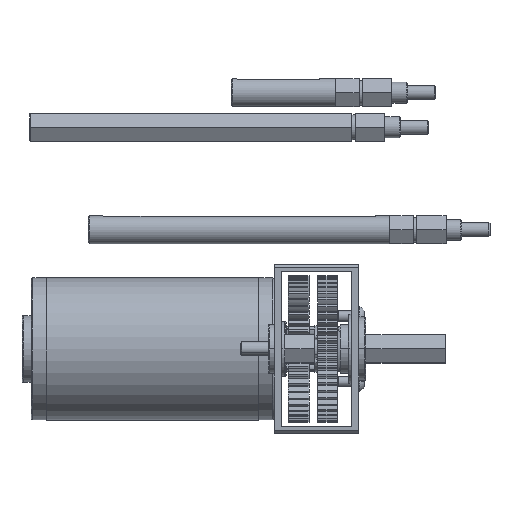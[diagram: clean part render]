
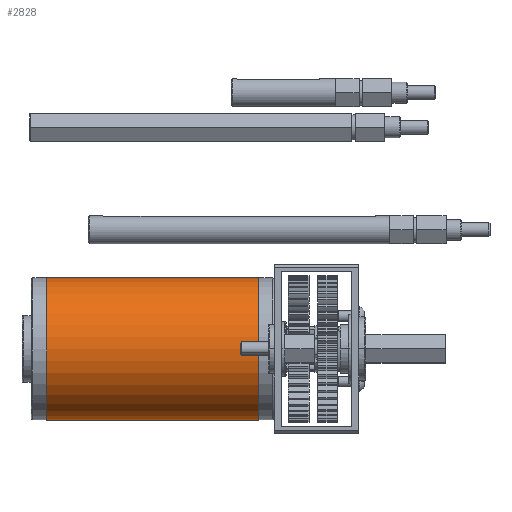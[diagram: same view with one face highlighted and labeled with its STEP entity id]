
A CAD part, left-side view. The second image highlights one B-rep face of the part: STEP entity #2828.
In plain terms, the highlighted cylindrical face has radius 32.207 mm (diameter 64.414 mm), a partial arc.
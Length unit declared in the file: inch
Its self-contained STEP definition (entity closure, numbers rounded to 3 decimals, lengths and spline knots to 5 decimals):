
#13 = DIRECTION ( 'NONE',  ( -1., 0., 0. ) ) ;
#1043 = DIRECTION ( 'NONE',  ( 0., 0., -1. ) ) ;
#1173 = EDGE_LOOP ( 'NONE', ( #4247, #1344, #11954, #24604 ) ) ;
#1344 = ORIENTED_EDGE ( 'NONE', *, *, #17445, .T. ) ;
#2828 = ADVANCED_FACE ( 'NONE', ( #32500 ), #30652, .T. ) ;
#3962 = EDGE_CURVE ( 'NONE', #13347, #13785, #26471, .T. ) ;
#3977 = CARTESIAN_POINT ( 'NONE',  ( 0., 0., 0. ) ) ;
#4247 = ORIENTED_EDGE ( 'NONE', *, *, #31958, .T. ) ;
#4539 = DIRECTION ( 'NONE',  ( 0., 0., 1. ) ) ;
#5125 = DIRECTION ( 'NONE',  ( 0., 0., -1. ) ) ;
#7769 = AXIS2_PLACEMENT_3D ( 'NONE', #32731, #15094, #35649 ) ;
#9330 = CARTESIAN_POINT ( 'NONE',  ( -1.268, 0., 0. ) ) ;
#9710 = CARTESIAN_POINT ( 'NONE',  ( -1.268, 0., 0. ) ) ;
#9935 = CIRCLE ( 'NONE', #7769, 1.268 ) ;
#9966 = DIRECTION ( 'NONE',  ( 0., 0., -1. ) ) ;
#10235 = LINE ( 'NONE', #28602, #17133 ) ;
#11751 = VECTOR ( 'NONE', #9966, 39.37008 ) ;
#11954 = ORIENTED_EDGE ( 'NONE', *, *, #30215, .T. ) ;
#13212 = CIRCLE ( 'NONE', #20235, 1.268 ) ;
#13347 = VERTEX_POINT ( 'NONE', #9330 ) ;
#13466 = CARTESIAN_POINT ( 'NONE',  ( -1.268, 0., -3.764 ) ) ;
#13785 = VERTEX_POINT ( 'NONE', #13466 ) ;
#15094 = DIRECTION ( 'NONE',  ( 0., 0., -1. ) ) ;
#17133 = VECTOR ( 'NONE', #5125, 39.37008 ) ;
#17445 = EDGE_CURVE ( 'NONE', #33319, #26494, #10235, .T. ) ;
#20235 = AXIS2_PLACEMENT_3D ( 'NONE', #22123, #4539, #25073 ) ;
#20287 = CARTESIAN_POINT ( 'NONE',  ( 1.268, 0., -3.764 ) ) ;
#22123 = CARTESIAN_POINT ( 'NONE',  ( 0., 0., -3.764 ) ) ;
#24604 = ORIENTED_EDGE ( 'NONE', *, *, #3962, .F. ) ;
#24616 = AXIS2_PLACEMENT_3D ( 'NONE', #3977, #1043, #13 ) ;
#25073 = DIRECTION ( 'NONE',  ( -1., 0., 0. ) ) ;
#26471 = LINE ( 'NONE', #9710, #11751 ) ;
#26494 = VERTEX_POINT ( 'NONE', #20287 ) ;
#28602 = CARTESIAN_POINT ( 'NONE',  ( 1.268, 0., 0. ) ) ;
#30215 = EDGE_CURVE ( 'NONE', #26494, #13785, #13212, .T. ) ;
#30652 = CYLINDRICAL_SURFACE ( 'NONE', #24616, 1.268 ) ;
#31958 = EDGE_CURVE ( 'NONE', #13347, #33319, #9935, .T. ) ;
#32500 = FACE_OUTER_BOUND ( 'NONE', #1173, .T. ) ;
#32731 = CARTESIAN_POINT ( 'NONE',  ( 0., 0., 0. ) ) ;
#33319 = VERTEX_POINT ( 'NONE', #35369 ) ;
#35369 = CARTESIAN_POINT ( 'NONE',  ( 1.268, 0., 0. ) ) ;
#35649 = DIRECTION ( 'NONE',  ( -1., 0., 0. ) ) ;
